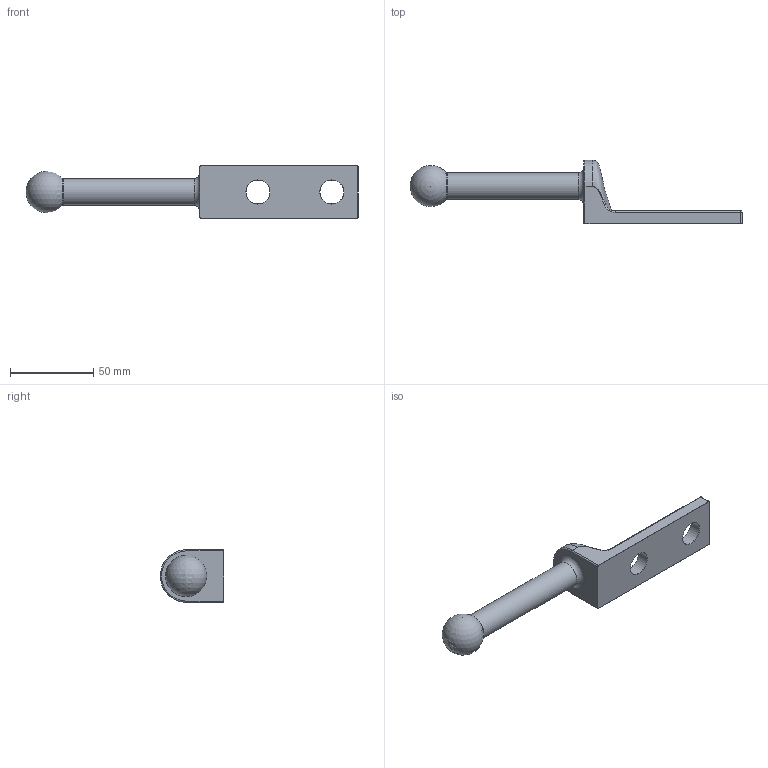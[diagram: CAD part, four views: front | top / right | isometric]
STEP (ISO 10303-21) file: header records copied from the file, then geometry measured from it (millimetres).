
FILE_DESCRIPTION(/* description */ ('GROUND STUD CONNECTOR'),/* implementation_level */ '2;1');
FILE_NAME(/* name */ 'GSC632N25B5H.stp',/* time_stamp */ '2025-01-08T13:50:49-05:00',/* author */ ('scarbonneau'),/* organization */ (''),/* preprocessor_version */ 'ST-DEVELOPER v18.1',/* originating_system */ 'Autodesk Inventor 2022',/* authorisation */ '');
FILE_SCHEMA (('AUTOMOTIVE_DESIGN { 1 0 10303 214 3 1 1 }'));
Length unit declared in the file: inch
Products named in the file (1): 50132441
Bounding box: 199.78 x 38.1 x 31.75 mm (x, y, z)
Volume: 55305.4 mm3; surface area: 15503.5 mm2
Topology: 1 solids, 1 shells, 381 faces, 1044 edges, 688 vertices
Faces by surface type: bspline 186, plane 166, cylinder 15, torus 11, sphere 3
Full cylindrical faces by diameter (mm): 14.3 x2, 16.002 x1
Entity records: 14172 total; most frequent: CARTESIAN_POINT 5680, ORIENTED_EDGE 2080, DIRECTION 1116, EDGE_CURVE 1040, VERTEX_POINT 688, LINE 616, VECTOR 616, EDGE_LOOP 412
